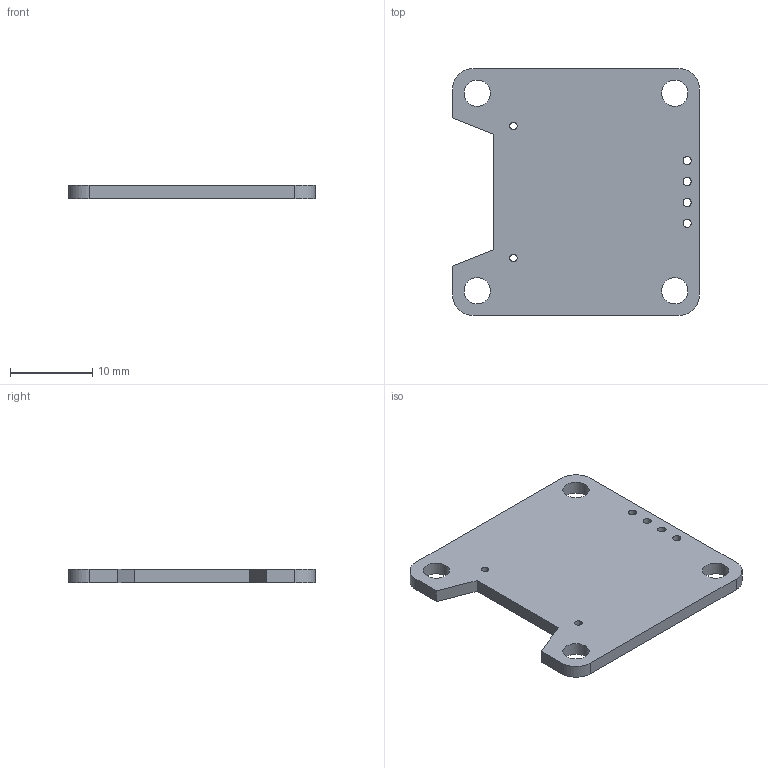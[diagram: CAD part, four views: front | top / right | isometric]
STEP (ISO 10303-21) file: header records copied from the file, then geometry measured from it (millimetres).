
FILE_DESCRIPTION(('KiCad electronic assembly'),'2;1');
FILE_NAME('DISPLAY_OLED_I2C_WHITE_0-96_3D.step','2026-01-07T12:38:25',( 'Pcbnew'),('Kicad'),'Open CASCADE STEP processor 7.8', 'KiCad to STEP converter','Unknown');
FILE_SCHEMA(('AUTOMOTIVE_DESIGN { 1 0 10303 214 1 1 1 1 }'));
Length unit declared in the file: millimetre
Products named in the file (2): DISPLAY_OLED_I2C_WHITE_0-96_3D 1; _autosave-Display OLED I2C WHITE 0.96_PCB
Assembly tree (1 placements, depth 2):
  DISPLAY_OLED_I2C_WHITE_0-96_3D 1
    _autosave-Display OLED I2C WHITE 0.96_PCB
Bounding box: 30 x 30 x 1.6 mm (x, y, z)
Volume: 1244.9 mm3; surface area: 1845.6 mm2
Topology: 1 solids, 1 shells, 24 faces, 66 edges, 44 vertices
Faces by surface type: cylinder 14, plane 10
Full cylindrical faces by diameter (mm): 0.9 x2, 1 x4, 3.2 x4
Entity records: 855 total; most frequent: DIRECTION 146, CARTESIAN_POINT 136, ORIENTED_EDGE 132, EDGE_CURVE 66, AXIS2_PLACEMENT_3D 54, FACE_BOUND 44, EDGE_LOOP 44, VERTEX_POINT 44
